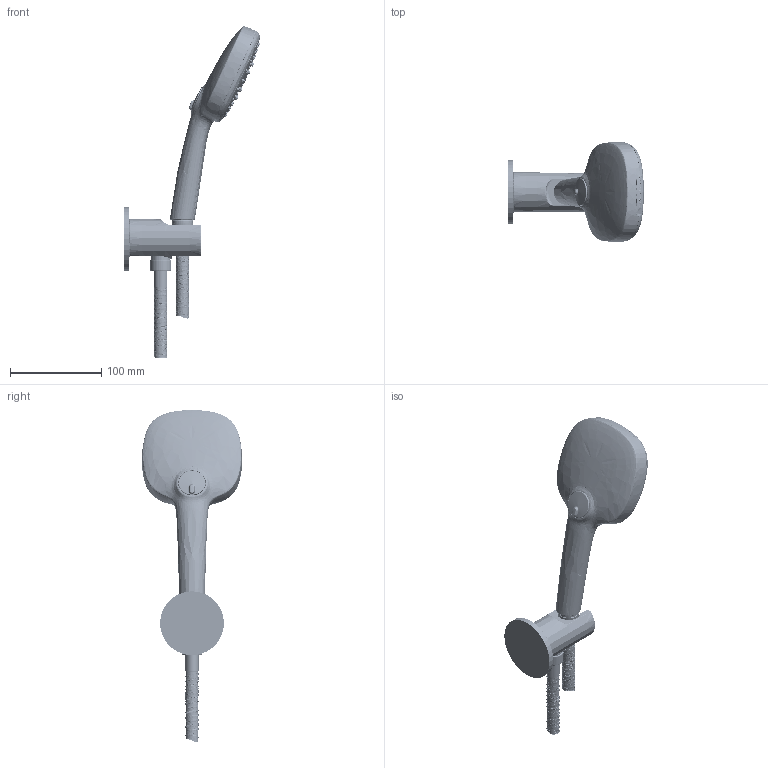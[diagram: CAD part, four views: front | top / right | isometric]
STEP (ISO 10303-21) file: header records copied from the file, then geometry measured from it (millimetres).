
FILE_DESCRIPTION(/* description */ ('Unknown'),/* implementation_level */ '2;1');
FILE_NAME(/* name */ '26910003',/* time_stamp */ '2023-01-31T17:52:11+01:00',/* author */ ('Unknown'),/* organization */ ('GROHE AG'),/* preprocessor_version */ 'ST-DEVELOPER v16.7',/* originating_system */ 'DEX',/* authorisation */ $);
FILE_SCHEMA (('AUTOMOTIVE_DESIGN {1 0 10303 214 3 1 1}'));
Products named in the file (1): 26910003
Bounding box: 149.56 x 110.02 x 364.26 mm (x, y, z)
Volume: 184930.7 mm3; surface area: 186862.4 mm2
Topology: 12 solids, 15 shells, 8350 faces, 20557 edges, 12071 vertices
Faces by surface type: bspline 5657, cylinder 884, plane 758, cone 446, torus 409, sphere 196
Full cylindrical faces by diameter (mm): 2.8 x132, 3.242 x1, 3.7 x66, 4.1 x12, 8.3 x2, 10.8 x2, 12 x2, 14 x1, 14.7 x2, 15 x1, 15.1 x1, 15.6 x1, 16 x2, 16.2 x3, 17.996 x4, 18.2 x1, 18.4 x1, 18.631 x2, 19.2 x1, 19.9 x1, 20.96 x2, 21 x2, 21.2 x4, 22.2 x2, 22.6 x1, 23 x1, 23.8 x1, 30.98 x1
Entity records: 363545 total; most frequent: CARTESIAN_POINT 215897, ORIENTED_EDGE 37622, EDGE_CURVE 18811, DIRECTION 18013, B_SPLINE_CURVE_WITH_KNOTS 11659, VERTEX_POINT 11496, EDGE_LOOP 9769, FACE_BOUND 9769
